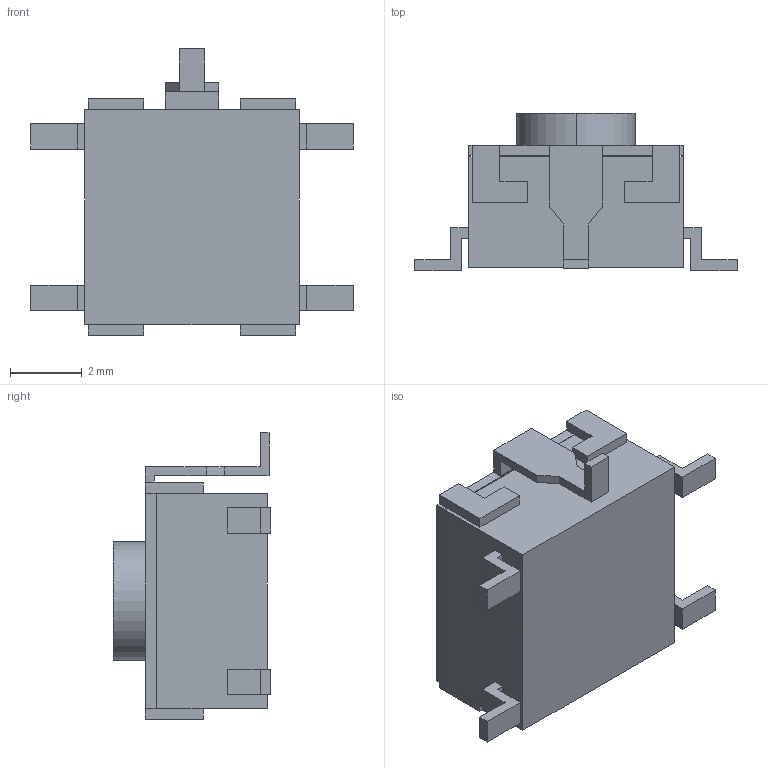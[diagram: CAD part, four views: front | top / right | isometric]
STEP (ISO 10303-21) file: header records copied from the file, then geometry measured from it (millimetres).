
FILE_DESCRIPTION (( 'STEP AP203' ), '1' );
FILE_NAME ('B3S_110[].step', '2015-05-29T09:22:13', ( 'OSMC1.0 ' ), ( ' ' ), 'SwSTEP 2.0', 'SolidWorks 2002025', '' );
FILE_SCHEMA (( 'CONFIG_CONTROL_DESIGN' ));
Length unit declared in the file: millimetre
Products named in the file (1): B3S_110[]
Bounding box: 9 x 4.4 x 8 mm (x, y, z)
Volume: 135.4 mm3; surface area: 212.2 mm2
Topology: 1 solids, 1 shells, 99 faces, 278 edges, 180 vertices
Faces by surface type: plane 97, cylinder 2
Entity records: 3201 total; most frequent: CARTESIAN_POINT 558, ORIENTED_EDGE 556, DIRECTION 482, EDGE_CURVE 278, LINE 274, VECTOR 274, VERTEX_POINT 180, EDGE_LOOP 106
